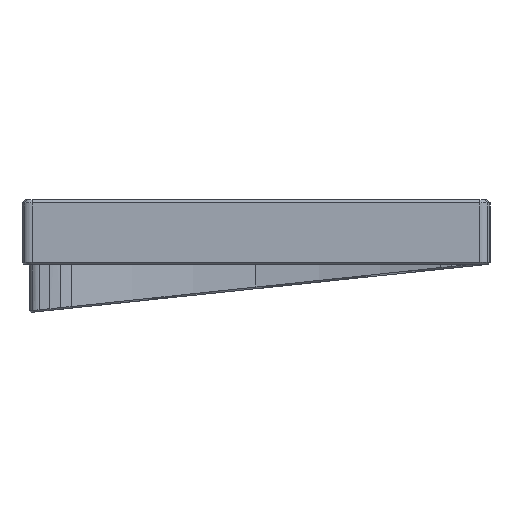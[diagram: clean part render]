
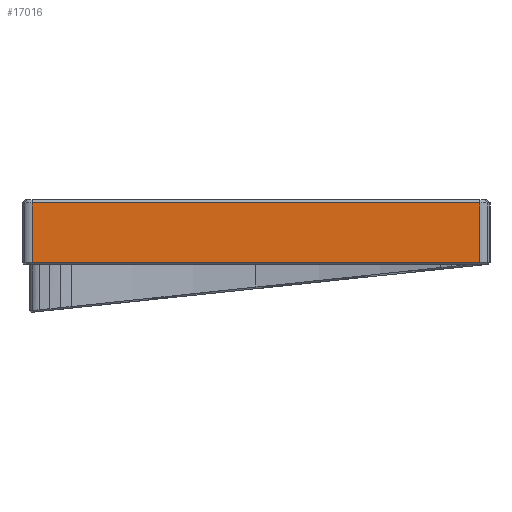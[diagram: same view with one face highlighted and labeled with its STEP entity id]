
A CAD part, left-side view. The second image highlights one B-rep face of the part: STEP entity #17016.
In plain terms, the highlighted planar face has unit normal (-1, 0, 0).
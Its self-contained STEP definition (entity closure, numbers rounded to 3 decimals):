
#16887=CARTESIAN_POINT('',(32.114,-27.288,-6.));
#16888=VERTEX_POINT('',#16887);
#16905=CARTESIAN_POINT('',(32.114,-161.3,-6.));
#16906=VERTEX_POINT('',#16905);
#16913=CARTESIAN_POINT('',(32.114,-161.3,-6.));
#16914=DIRECTION('',(0.,1.,0.));
#16915=VECTOR('',#16914,134.013);
#16916=LINE('',#16913,#16915);
#16917=EDGE_CURVE('',#16906,#16888,#16916,.T.);
#16986=CARTESIAN_POINT('',(32.114,-94.294,5.));
#16987=DIRECTION('',(-1.,0.,0.));
#16988=DIRECTION('',(0.,-1.,0.));
#16989=AXIS2_PLACEMENT_3D('',#16986,#16987,#16988);
#16990=PLANE('',#16989);
#16991=ORIENTED_EDGE('',*,*,#16917,.F.);
#16992=CARTESIAN_POINT('',(32.114,-161.3,11.8));
#16993=VERTEX_POINT('',#16992);
#16994=CARTESIAN_POINT('',(32.114,-161.3,11.8));
#16995=DIRECTION('',(0.,0.,-1.));
#16996=VECTOR('',#16995,17.8);
#16997=LINE('',#16994,#16996);
#16998=EDGE_CURVE('',#16993,#16906,#16997,.T.);
#16999=ORIENTED_EDGE('',*,*,#16998,.F.);
#17000=CARTESIAN_POINT('',(32.114,-27.288,11.8));
#17001=VERTEX_POINT('',#17000);
#17002=CARTESIAN_POINT('',(32.114,-27.288,11.8));
#17003=DIRECTION('',(0.,-1.,0.));
#17004=VECTOR('',#17003,134.013);
#17005=LINE('',#17002,#17004);
#17006=EDGE_CURVE('',#17001,#16993,#17005,.T.);
#17007=ORIENTED_EDGE('',*,*,#17006,.F.);
#17008=CARTESIAN_POINT('',(32.114,-27.288,-6.));
#17009=DIRECTION('',(0.,0.,1.));
#17010=VECTOR('',#17009,17.8);
#17011=LINE('',#17008,#17010);
#17012=EDGE_CURVE('',#16888,#17001,#17011,.T.);
#17013=ORIENTED_EDGE('',*,*,#17012,.F.);
#17014=EDGE_LOOP('',(#16991,#16999,#17007,#17013));
#17015=FACE_BOUND('',#17014,.T.);
#17016=ADVANCED_FACE('',(#17015),#16990,.T.);
